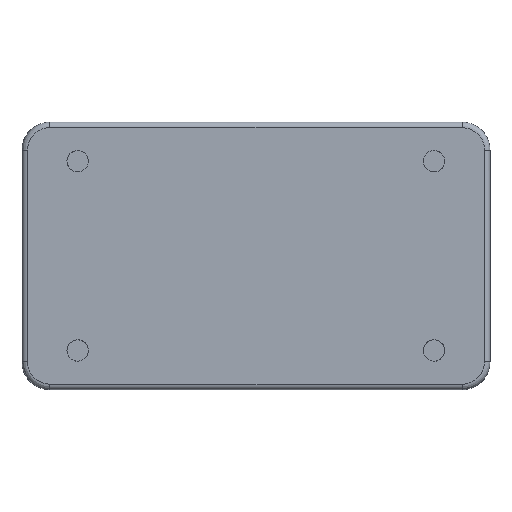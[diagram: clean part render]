
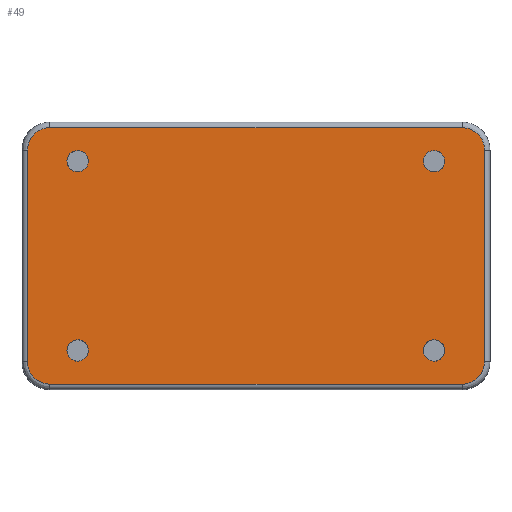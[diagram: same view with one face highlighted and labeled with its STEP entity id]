
A CAD part, top view. The second image highlights one B-rep face of the part: STEP entity #49.
In plain terms, the highlighted planar face has unit normal (0, 0, 1).
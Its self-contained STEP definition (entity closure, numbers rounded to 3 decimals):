
#16=FACE_BOUND('',#128,.T.);
#17=FACE_BOUND('',#129,.T.);
#18=FACE_BOUND('',#130,.T.);
#19=FACE_BOUND('',#131,.T.);
#49=ADVANCED_FACE('',(#87,#16,#17,#18,#19),#499,.T.);
#87=FACE_OUTER_BOUND('',#127,.T.);
#127=EDGE_LOOP('',(#244,#245,#246,#247,#248,#249,#250,#251));
#128=EDGE_LOOP('',(#252));
#129=EDGE_LOOP('',(#253));
#130=EDGE_LOOP('',(#254));
#131=EDGE_LOOP('',(#255));
#244=ORIENTED_EDGE('',*,*,#359,.F.);
#245=ORIENTED_EDGE('',*,*,#361,.F.);
#246=ORIENTED_EDGE('',*,*,#346,.F.);
#247=ORIENTED_EDGE('',*,*,#349,.F.);
#248=ORIENTED_EDGE('',*,*,#351,.F.);
#249=ORIENTED_EDGE('',*,*,#353,.F.);
#250=ORIENTED_EDGE('',*,*,#355,.F.);
#251=ORIENTED_EDGE('',*,*,#357,.F.);
#252=ORIENTED_EDGE('',*,*,#289,.F.);
#253=ORIENTED_EDGE('',*,*,#292,.T.);
#254=ORIENTED_EDGE('',*,*,#298,.T.);
#255=ORIENTED_EDGE('',*,*,#301,.F.);
#289=EDGE_CURVE('',#437,#437,#385,.T.);
#292=EDGE_CURVE('',#439,#439,#387,.T.);
#298=EDGE_CURVE('',#443,#443,#391,.T.);
#301=EDGE_CURVE('',#445,#445,#393,.T.);
#346=EDGE_CURVE('',#469,#470,#420,.T.);
#349=EDGE_CURVE('',#467,#469,#423,.T.);
#351=EDGE_CURVE('',#466,#467,#425,.T.);
#353=EDGE_CURVE('',#471,#466,#427,.T.);
#355=EDGE_CURVE('',#465,#471,#429,.T.);
#357=EDGE_CURVE('',#464,#465,#431,.T.);
#359=EDGE_CURVE('',#468,#464,#433,.T.);
#361=EDGE_CURVE('',#470,#468,#435,.T.);
#385=(
BOUNDED_CURVE()
B_SPLINE_CURVE(2,(#827,#828,#829,#830,#831,#832,#833,#834,#835),
 .UNSPECIFIED.,.T.,.F.)
B_SPLINE_CURVE_WITH_KNOTS((3,2,2,2,3),(-12.566,-9.425,
-6.283,-3.142,0.),.UNSPECIFIED.)
CURVE()
GEOMETRIC_REPRESENTATION_ITEM()
RATIONAL_B_SPLINE_CURVE((1.,0.707,1.,0.707,1.,0.707,
1.,0.707,1.))
REPRESENTATION_ITEM('')
);
#387=(
BOUNDED_CURVE()
B_SPLINE_CURVE(2,(#847,#848,#849,#850,#851,#852,#853,#854,#855),
 .UNSPECIFIED.,.T.,.F.)
B_SPLINE_CURVE_WITH_KNOTS((3,2,2,2,3),(-12.566,-9.425,
-6.283,-3.142,0.),.UNSPECIFIED.)
CURVE()
GEOMETRIC_REPRESENTATION_ITEM()
RATIONAL_B_SPLINE_CURVE((1.,0.707,1.,0.707,1.,0.707,
1.,0.707,1.))
REPRESENTATION_ITEM('')
);
#391=(
BOUNDED_CURVE()
B_SPLINE_CURVE(2,(#887,#888,#889,#890,#891,#892,#893,#894,#895),
 .UNSPECIFIED.,.T.,.F.)
B_SPLINE_CURVE_WITH_KNOTS((3,2,2,2,3),(-12.566,-9.425,
-6.283,-3.142,0.),.UNSPECIFIED.)
CURVE()
GEOMETRIC_REPRESENTATION_ITEM()
RATIONAL_B_SPLINE_CURVE((1.,0.707,1.,0.707,1.,0.707,
1.,0.707,1.))
REPRESENTATION_ITEM('')
);
#393=(
BOUNDED_CURVE()
B_SPLINE_CURVE(2,(#907,#908,#909,#910,#911,#912,#913,#914,#915),
 .UNSPECIFIED.,.T.,.F.)
B_SPLINE_CURVE_WITH_KNOTS((3,2,2,2,3),(-12.566,-9.425,
-6.283,-3.142,0.),.UNSPECIFIED.)
CURVE()
GEOMETRIC_REPRESENTATION_ITEM()
RATIONAL_B_SPLINE_CURVE((1.,0.707,1.,0.707,1.,0.707,
1.,0.707,1.))
REPRESENTATION_ITEM('')
);
#420=(
BOUNDED_CURVE()
B_SPLINE_CURVE(2,(#1038,#1039,#1040),.UNSPECIFIED.,.F.,.F.)
B_SPLINE_CURVE_WITH_KNOTS((3,3),(0.,6.31),.UNSPECIFIED.)
CURVE()
GEOMETRIC_REPRESENTATION_ITEM()
RATIONAL_B_SPLINE_CURVE((1.,0.707,1.))
REPRESENTATION_ITEM('')
);
#423=(
BOUNDED_CURVE()
B_SPLINE_CURVE(1,(#1047,#1048),.UNSPECIFIED.,.F.,.F.)
B_SPLINE_CURVE_WITH_KNOTS((2,2),(0.,74.),
 .UNSPECIFIED.)
CURVE()
GEOMETRIC_REPRESENTATION_ITEM()
RATIONAL_B_SPLINE_CURVE((1.,1.))
REPRESENTATION_ITEM('')
);
#425=(
BOUNDED_CURVE()
B_SPLINE_CURVE(2,(#1052,#1053,#1054),.UNSPECIFIED.,.F.,.F.)
B_SPLINE_CURVE_WITH_KNOTS((3,3),(0.,6.31),
 .UNSPECIFIED.)
CURVE()
GEOMETRIC_REPRESENTATION_ITEM()
RATIONAL_B_SPLINE_CURVE((1.,0.707,1.))
REPRESENTATION_ITEM('')
);
#427=(
BOUNDED_CURVE()
B_SPLINE_CURVE(1,(#1058,#1059),.UNSPECIFIED.,.F.,.F.)
B_SPLINE_CURVE_WITH_KNOTS((2,2),(0.,38.),
 .UNSPECIFIED.)
CURVE()
GEOMETRIC_REPRESENTATION_ITEM()
RATIONAL_B_SPLINE_CURVE((1.,1.))
REPRESENTATION_ITEM('')
);
#429=(
BOUNDED_CURVE()
B_SPLINE_CURVE(2,(#1063,#1064,#1065),.UNSPECIFIED.,.F.,.F.)
B_SPLINE_CURVE_WITH_KNOTS((3,3),(0.,6.31),
 .UNSPECIFIED.)
CURVE()
GEOMETRIC_REPRESENTATION_ITEM()
RATIONAL_B_SPLINE_CURVE((1.,0.707,1.))
REPRESENTATION_ITEM('')
);
#431=(
BOUNDED_CURVE()
B_SPLINE_CURVE(1,(#1069,#1070),.UNSPECIFIED.,.F.,.F.)
B_SPLINE_CURVE_WITH_KNOTS((2,2),(0.,74.),
 .UNSPECIFIED.)
CURVE()
GEOMETRIC_REPRESENTATION_ITEM()
RATIONAL_B_SPLINE_CURVE((1.,1.))
REPRESENTATION_ITEM('')
);
#433=(
BOUNDED_CURVE()
B_SPLINE_CURVE(2,(#1074,#1075,#1076),.UNSPECIFIED.,.F.,.F.)
B_SPLINE_CURVE_WITH_KNOTS((3,3),(0.,6.31),.UNSPECIFIED.)
CURVE()
GEOMETRIC_REPRESENTATION_ITEM()
RATIONAL_B_SPLINE_CURVE((1.,0.707,1.))
REPRESENTATION_ITEM('')
);
#435=(
BOUNDED_CURVE()
B_SPLINE_CURVE(1,(#1080,#1081),.UNSPECIFIED.,.F.,.F.)
B_SPLINE_CURVE_WITH_KNOTS((2,2),(0.,38.),
 .UNSPECIFIED.)
CURVE()
GEOMETRIC_REPRESENTATION_ITEM()
RATIONAL_B_SPLINE_CURVE((1.,1.))
REPRESENTATION_ITEM('')
);
#437=VERTEX_POINT('',#775);
#439=VERTEX_POINT('',#777);
#443=VERTEX_POINT('',#781);
#445=VERTEX_POINT('',#783);
#464=VERTEX_POINT('',#802);
#465=VERTEX_POINT('',#803);
#466=VERTEX_POINT('',#804);
#467=VERTEX_POINT('',#805);
#468=VERTEX_POINT('',#806);
#469=VERTEX_POINT('',#807);
#470=VERTEX_POINT('',#808);
#471=VERTEX_POINT('',#809);
#499=PLANE('',#631);
#631=AXIS2_PLACEMENT_3D('',#733,#664,$);
#664=DIRECTION('',(0.,0.,1.));
#733=CARTESIAN_POINT('',(-0.834,-0.509,16.802));
#775=CARTESIAN_POINT('',(11.924,7.,16.802));
#777=CARTESIAN_POINT('',(11.924,41.,16.802));
#781=CARTESIAN_POINT('',(72.076,7.,16.802));
#783=CARTESIAN_POINT('',(72.076,41.,16.802));
#802=CARTESIAN_POINT('',(79.023,0.972,16.802));
#803=CARTESIAN_POINT('',(5.023,0.972,16.802));
#804=CARTESIAN_POINT('',(1.006,42.989,16.802));
#805=CARTESIAN_POINT('',(5.023,47.006,16.802));
#806=CARTESIAN_POINT('',(83.04,4.989,16.802));
#807=CARTESIAN_POINT('',(79.023,47.006,16.802));
#808=CARTESIAN_POINT('',(83.04,42.989,16.802));
#809=CARTESIAN_POINT('',(1.006,4.989,16.802));
#827=CARTESIAN_POINT('',(11.924,7.,16.802));
#828=CARTESIAN_POINT('',(11.924,8.924,16.802));
#829=CARTESIAN_POINT('',(10.,8.924,16.802));
#830=CARTESIAN_POINT('',(8.076,8.924,16.802));
#831=CARTESIAN_POINT('',(8.076,7.,16.802));
#832=CARTESIAN_POINT('',(8.076,5.076,16.802));
#833=CARTESIAN_POINT('',(10.,5.076,16.802));
#834=CARTESIAN_POINT('',(11.924,5.076,16.802));
#835=CARTESIAN_POINT('',(11.924,7.,16.802));
#847=CARTESIAN_POINT('',(11.924,41.,16.802));
#848=CARTESIAN_POINT('',(11.924,39.076,16.802));
#849=CARTESIAN_POINT('',(10.,39.076,16.802));
#850=CARTESIAN_POINT('',(8.076,39.076,16.802));
#851=CARTESIAN_POINT('',(8.076,41.,16.802));
#852=CARTESIAN_POINT('',(8.076,42.924,16.802));
#853=CARTESIAN_POINT('',(10.,42.924,16.802));
#854=CARTESIAN_POINT('',(11.924,42.924,16.802));
#855=CARTESIAN_POINT('',(11.924,41.,16.802));
#887=CARTESIAN_POINT('',(72.076,7.,16.802));
#888=CARTESIAN_POINT('',(72.076,8.924,16.802));
#889=CARTESIAN_POINT('',(74.,8.924,16.802));
#890=CARTESIAN_POINT('',(75.924,8.924,16.802));
#891=CARTESIAN_POINT('',(75.924,7.,16.802));
#892=CARTESIAN_POINT('',(75.924,5.076,16.802));
#893=CARTESIAN_POINT('',(74.,5.076,16.802));
#894=CARTESIAN_POINT('',(72.076,5.076,16.802));
#895=CARTESIAN_POINT('',(72.076,7.,16.802));
#907=CARTESIAN_POINT('',(72.076,41.,16.802));
#908=CARTESIAN_POINT('',(72.076,39.076,16.802));
#909=CARTESIAN_POINT('',(74.,39.076,16.802));
#910=CARTESIAN_POINT('',(75.924,39.076,16.802));
#911=CARTESIAN_POINT('',(75.924,41.,16.802));
#912=CARTESIAN_POINT('',(75.924,42.924,16.802));
#913=CARTESIAN_POINT('',(74.,42.924,16.802));
#914=CARTESIAN_POINT('',(72.076,42.924,16.802));
#915=CARTESIAN_POINT('',(72.076,41.,16.802));
#1038=CARTESIAN_POINT('',(79.023,47.006,16.802));
#1039=CARTESIAN_POINT('',(83.04,47.006,16.802));
#1040=CARTESIAN_POINT('',(83.04,42.989,16.802));
#1047=CARTESIAN_POINT('',(5.023,47.006,16.802));
#1048=CARTESIAN_POINT('',(79.023,47.006,16.802));
#1052=CARTESIAN_POINT('',(1.006,42.989,16.802));
#1053=CARTESIAN_POINT('',(1.006,47.006,16.802));
#1054=CARTESIAN_POINT('',(5.023,47.006,16.802));
#1058=CARTESIAN_POINT('',(1.006,4.989,16.802));
#1059=CARTESIAN_POINT('',(1.006,42.989,16.802));
#1063=CARTESIAN_POINT('',(5.023,0.972,16.802));
#1064=CARTESIAN_POINT('',(1.006,0.972,16.802));
#1065=CARTESIAN_POINT('',(1.006,4.989,16.802));
#1069=CARTESIAN_POINT('',(79.023,0.972,16.802));
#1070=CARTESIAN_POINT('',(5.023,0.972,16.802));
#1074=CARTESIAN_POINT('',(83.04,4.989,16.802));
#1075=CARTESIAN_POINT('',(83.04,0.972,16.802));
#1076=CARTESIAN_POINT('',(79.023,0.972,16.802));
#1080=CARTESIAN_POINT('',(83.04,42.989,16.802));
#1081=CARTESIAN_POINT('',(83.04,4.989,16.802));
